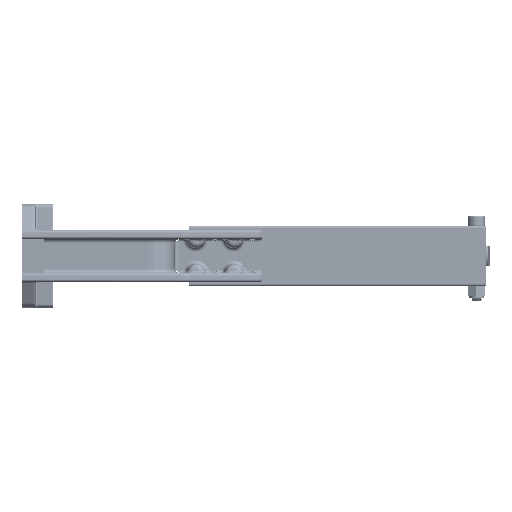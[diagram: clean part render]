
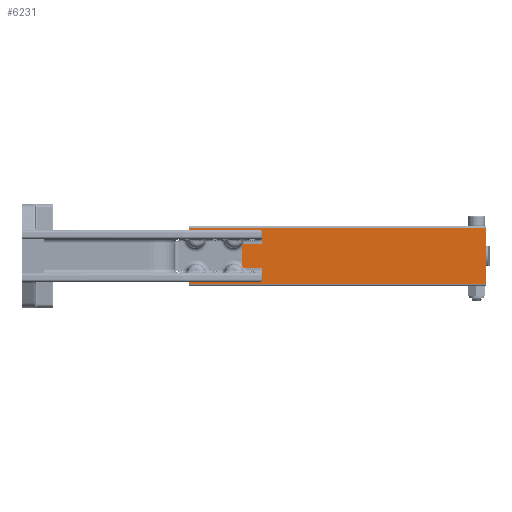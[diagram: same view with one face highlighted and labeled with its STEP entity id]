
A CAD part, front view. The second image highlights one B-rep face of the part: STEP entity #6231.
In plain terms, the highlighted planar face has unit normal (0, -1, 0).
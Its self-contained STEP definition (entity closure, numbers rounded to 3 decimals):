
#6043 = EDGE_CURVE ( 'NONE', #6044, #6045, #23678, .T. ) ;
#6044 = VERTEX_POINT ( 'NONE', #23673 ) ;
#6045 = VERTEX_POINT ( 'NONE', #23672 ) ;
#6107 = VERTEX_POINT ( 'NONE', #23812 ) ;
#6147 = VERTEX_POINT ( 'NONE', #23860 ) ;
#6167 = ORIENTED_EDGE ( 'NONE', *, *, #6168, .T. ) ;
#6168 = EDGE_CURVE ( 'NONE', #6107, #6200, #23898, .T. ) ;
#6178 = ORIENTED_EDGE ( 'NONE', *, *, #7158, .T. ) ;
#6179 = EDGE_LOOP ( 'NONE', ( #6180, #6182 ) ) ;
#6180 = ORIENTED_EDGE ( 'NONE', *, *, #6181, .T. ) ;
#6181 = EDGE_CURVE ( 'NONE', #6045, #6044, #23939, .T. ) ;
#6182 = ORIENTED_EDGE ( 'NONE', *, *, #6043, .T. ) ;
#6184 = EDGE_LOOP ( 'NONE', ( #6185, #6186, #6189, #6167 ) ) ;
#6185 = ORIENTED_EDGE ( 'NONE', *, *, #6199, .T. ) ;
#6186 = ORIENTED_EDGE ( 'NONE', *, *, #6187, .T. ) ;
#6187 = EDGE_CURVE ( 'NONE', #6147, #6188, #23934, .T. ) ;
#6188 = VERTEX_POINT ( 'NONE', #23930 ) ;
#6189 = ORIENTED_EDGE ( 'NONE', *, *, #6190, .F. ) ;
#6190 = EDGE_CURVE ( 'NONE', #6107, #6188, #23929, .T. ) ;
#6192 = EDGE_LOOP ( 'NONE', ( #6194, #6178 ) ) ;
#6194 = ORIENTED_EDGE ( 'NONE', *, *, #6196, .T. ) ;
#6196 = EDGE_CURVE ( 'NONE', #7082, #7159, #23983, .T. ) ;
#6199 = EDGE_CURVE ( 'NONE', #6200, #6147, #23979, .T. ) ;
#6200 = VERTEX_POINT ( 'NONE', #23975 ) ;
#6231 = ADVANCED_FACE ( 'NONE', ( #24052, #24051, #24050, #24049, #24048 ), #24047, .F. ) ;
#6232 = EDGE_LOOP ( 'NONE', ( #6256, #6260 ) ) ;
#6256 = ORIENTED_EDGE ( 'NONE', *, *, #6258, .T. ) ;
#6258 = EDGE_CURVE ( 'NONE', #7180, #7179, #24067, .T. ) ;
#6260 = ORIENTED_EDGE ( 'NONE', *, *, #7178, .T. ) ;
#6264 = EDGE_LOOP ( 'NONE', ( #6266, #6268 ) ) ;
#6266 = ORIENTED_EDGE ( 'NONE', *, *, #6267, .T. ) ;
#6267 = EDGE_CURVE ( 'NONE', #7146, #7145, #24062, .T. ) ;
#6268 = ORIENTED_EDGE ( 'NONE', *, *, #7192, .T. ) ;
#7082 = VERTEX_POINT ( 'NONE', #25737 ) ;
#7145 = VERTEX_POINT ( 'NONE', #25881 ) ;
#7146 = VERTEX_POINT ( 'NONE', #25880 ) ;
#7158 = EDGE_CURVE ( 'NONE', #7159, #7082, #25910, .T. ) ;
#7159 = VERTEX_POINT ( 'NONE', #25904 ) ;
#7178 = EDGE_CURVE ( 'NONE', #7179, #7180, #25926, .T. ) ;
#7179 = VERTEX_POINT ( 'NONE', #25921 ) ;
#7180 = VERTEX_POINT ( 'NONE', #25920 ) ;
#7192 = EDGE_CURVE ( 'NONE', #7145, #7146, #25961, .T. ) ;
#23672 = CARTESIAN_POINT ( 'NONE',  ( -57.398, -2.557, 14.85 ) ) ;
#23673 = CARTESIAN_POINT ( 'NONE',  ( -57.398, -2.557, 9.55 ) ) ;
#23674 = DIRECTION ( 'NONE',  ( 0., 0., 1. ) ) ;
#23675 = DIRECTION ( 'NONE',  ( 0., 1., 0. ) ) ;
#23676 = CARTESIAN_POINT ( 'NONE',  ( -57.398, -2.557, 12.2 ) ) ;
#23677 = AXIS2_PLACEMENT_3D ( 'NONE', #23676, #23675, #23674 ) ;
#23678 = CIRCLE ( 'NONE', #23677, 2.65 ) ;
#23812 = CARTESIAN_POINT ( 'NONE',  ( 204.602, -2.557, 56. ) ) ;
#23860 = CARTESIAN_POINT ( 'NONE',  ( -82.398, -2.557, 2. ) ) ;
#23895 = DIRECTION ( 'NONE',  ( -1., 0., 0. ) ) ;
#23896 = VECTOR ( 'NONE', #23895, 1000. ) ;
#23897 = CARTESIAN_POINT ( 'NONE',  ( -82.398, -2.557, 56. ) ) ;
#23898 = LINE ( 'NONE', #23897, #23896 ) ;
#23925 = CARTESIAN_POINT ( 'NONE',  ( -20.898, -2.557, 12.2 ) ) ;
#23926 = DIRECTION ( 'NONE',  ( 0., 0., -1. ) ) ;
#23927 = VECTOR ( 'NONE', #23926, 1000. ) ;
#23928 = CARTESIAN_POINT ( 'NONE',  ( 204.602, -2.557, 58. ) ) ;
#23929 = LINE ( 'NONE', #23928, #23927 ) ;
#23930 = CARTESIAN_POINT ( 'NONE',  ( 204.602, -2.557, 2. ) ) ;
#23931 = DIRECTION ( 'NONE',  ( 1., 0., 0. ) ) ;
#23932 = VECTOR ( 'NONE', #23931, 1000. ) ;
#23933 = CARTESIAN_POINT ( 'NONE',  ( -82.398, -2.557, 2. ) ) ;
#23934 = LINE ( 'NONE', #23933, #23932 ) ;
#23935 = DIRECTION ( 'NONE',  ( 0., 0., 1. ) ) ;
#23936 = DIRECTION ( 'NONE',  ( 0., 1., 0. ) ) ;
#23937 = CARTESIAN_POINT ( 'NONE',  ( -57.398, -2.557, 12.2 ) ) ;
#23938 = AXIS2_PLACEMENT_3D ( 'NONE', #23937, #23936, #23935 ) ;
#23939 = CIRCLE ( 'NONE', #23938, 2.65 ) ;
#23975 = CARTESIAN_POINT ( 'NONE',  ( -82.398, -2.557, 56. ) ) ;
#23976 = DIRECTION ( 'NONE',  ( 0., 0., -1. ) ) ;
#23977 = VECTOR ( 'NONE', #23976, 1000. ) ;
#23978 = CARTESIAN_POINT ( 'NONE',  ( -82.398, -2.557, 58. ) ) ;
#23979 = LINE ( 'NONE', #23978, #23977 ) ;
#23980 = DIRECTION ( 'NONE',  ( 0., 0., 1. ) ) ;
#23981 = DIRECTION ( 'NONE',  ( 0., 1., 0. ) ) ;
#23982 = AXIS2_PLACEMENT_3D ( 'NONE', #23925, #23981, #23980 ) ;
#23983 = CIRCLE ( 'NONE', #23982, 2.65 ) ;
#24042 = DIRECTION ( 'NONE',  ( 0., 0., 1. ) ) ;
#24043 = DIRECTION ( 'NONE',  ( 0., 1., 0. ) ) ;
#24044 = CARTESIAN_POINT ( 'NONE',  ( -82.398, -2.557, 58. ) ) ;
#24045 = AXIS2_PLACEMENT_3D ( 'NONE', #24044, #24043, #24042 ) ;
#24047 = PLANE ( 'NONE',  #24045 ) ;
#24048 = FACE_OUTER_BOUND ( 'NONE', #6184, .T. ) ;
#24049 = FACE_BOUND ( 'NONE', #6179, .T. ) ;
#24050 = FACE_BOUND ( 'NONE', #6192, .T. ) ;
#24051 = FACE_BOUND ( 'NONE', #6264, .T. ) ;
#24052 = FACE_BOUND ( 'NONE', #6232, .T. ) ;
#24058 = DIRECTION ( 'NONE',  ( 0., 0., 1. ) ) ;
#24059 = DIRECTION ( 'NONE',  ( 0., 1., 0. ) ) ;
#24060 = CARTESIAN_POINT ( 'NONE',  ( -20.898, -2.557, 45.8 ) ) ;
#24061 = AXIS2_PLACEMENT_3D ( 'NONE', #24060, #24059, #24058 ) ;
#24062 = CIRCLE ( 'NONE', #24061, 2.65 ) ;
#24063 = DIRECTION ( 'NONE',  ( 0., 0., 1. ) ) ;
#24064 = DIRECTION ( 'NONE',  ( 0., 1., 0. ) ) ;
#24065 = CARTESIAN_POINT ( 'NONE',  ( -57.398, -2.557, 45.8 ) ) ;
#24066 = AXIS2_PLACEMENT_3D ( 'NONE', #24065, #24064, #24063 ) ;
#24067 = CIRCLE ( 'NONE', #24066, 2.65 ) ;
#25737 = CARTESIAN_POINT ( 'NONE',  ( -20.898, -2.557, 14.85 ) ) ;
#25880 = CARTESIAN_POINT ( 'NONE',  ( -20.898, -2.557, 48.45 ) ) ;
#25881 = CARTESIAN_POINT ( 'NONE',  ( -20.898, -2.557, 43.15 ) ) ;
#25904 = CARTESIAN_POINT ( 'NONE',  ( -20.898, -2.557, 9.55 ) ) ;
#25905 = DIRECTION ( 'NONE',  ( 0., 0., 1. ) ) ;
#25906 = DIRECTION ( 'NONE',  ( 0., 1., 0. ) ) ;
#25907 = CARTESIAN_POINT ( 'NONE',  ( -20.898, -2.557, 12.2 ) ) ;
#25908 = AXIS2_PLACEMENT_3D ( 'NONE', #25907, #25906, #25905 ) ;
#25910 = CIRCLE ( 'NONE', #25908, 2.65 ) ;
#25920 = CARTESIAN_POINT ( 'NONE',  ( -57.398, -2.557, 48.45 ) ) ;
#25921 = CARTESIAN_POINT ( 'NONE',  ( -57.398, -2.557, 43.15 ) ) ;
#25922 = DIRECTION ( 'NONE',  ( 0., 0., 1. ) ) ;
#25923 = DIRECTION ( 'NONE',  ( 0., 1., 0. ) ) ;
#25924 = CARTESIAN_POINT ( 'NONE',  ( -57.398, -2.557, 45.8 ) ) ;
#25925 = AXIS2_PLACEMENT_3D ( 'NONE', #25924, #25923, #25922 ) ;
#25926 = CIRCLE ( 'NONE', #25925, 2.65 ) ;
#25952 = DIRECTION ( 'NONE',  ( 0., 0., 1. ) ) ;
#25953 = DIRECTION ( 'NONE',  ( 0., 1., 0. ) ) ;
#25954 = CARTESIAN_POINT ( 'NONE',  ( -20.898, -2.557, 45.8 ) ) ;
#25955 = AXIS2_PLACEMENT_3D ( 'NONE', #25954, #25953, #25952 ) ;
#25961 = CIRCLE ( 'NONE', #25955, 2.65 ) ;
